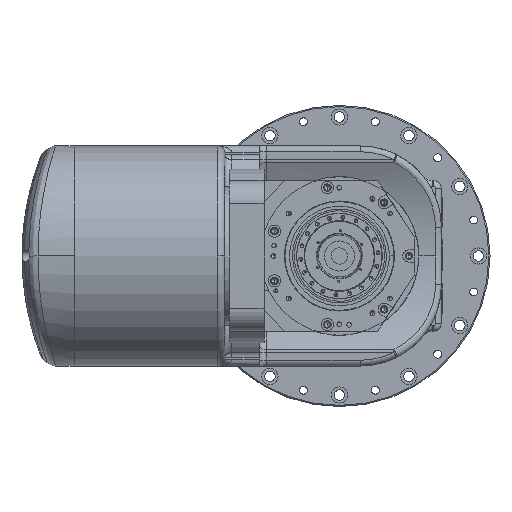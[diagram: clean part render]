
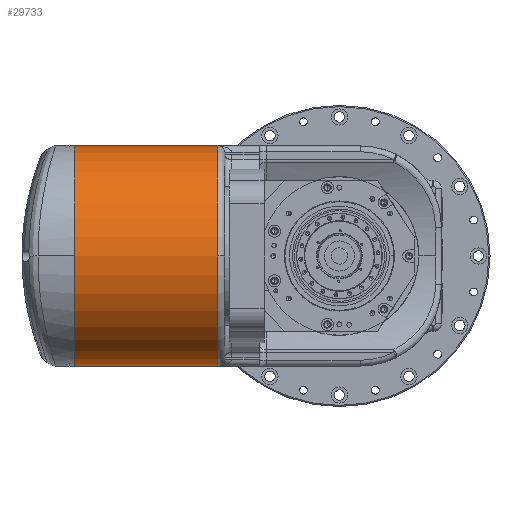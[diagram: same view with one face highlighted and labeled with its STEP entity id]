
A CAD part, front view. The second image highlights one B-rep face of the part: STEP entity #29733.
In plain terms, the highlighted cylindrical face has radius 95 mm (diameter 190 mm), a partial arc.
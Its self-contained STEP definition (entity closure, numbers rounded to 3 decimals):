
#1632 = ORIENTED_EDGE ( 'NONE', *, *, #77368, .F. ) ;
#1932 = CYLINDRICAL_SURFACE ( 'NONE', #88804, 95. ) ;
#5237 = AXIS2_PLACEMENT_3D ( 'NONE', #82647, #20962, #38584 ) ;
#5580 = DIRECTION ( 'NONE',  ( -1., 0., 0. ) ) ;
#15153 = DIRECTION ( 'NONE',  ( 0., 0., 1. ) ) ;
#17622 = ORIENTED_EDGE ( 'NONE', *, *, #94437, .F. ) ;
#19475 = EDGE_CURVE ( 'NONE', #43472, #39243, #37484, .T. ) ;
#20962 = DIRECTION ( 'NONE',  ( -1., 0., 0. ) ) ;
#29733 = ADVANCED_FACE ( 'NONE', ( #43107 ), #1932, .T. ) ;
#32406 = CARTESIAN_POINT ( 'NONE',  ( -151.745, -99.033, 95. ) ) ;
#33113 = VECTOR ( 'NONE', #56651, 1000. ) ;
#34625 = ORIENTED_EDGE ( 'NONE', *, *, #81008, .T. ) ;
#37406 = CARTESIAN_POINT ( 'NONE',  ( -27.745, -194.033, 95. ) ) ;
#37484 = CIRCLE ( 'NONE', #74582, 95. ) ;
#38584 = DIRECTION ( 'NONE',  ( 0., 0., 1. ) ) ;
#39243 = VERTEX_POINT ( 'NONE', #37406 ) ;
#39309 = CARTESIAN_POINT ( 'NONE',  ( 15.255, -99.033, 95. ) ) ;
#39805 = ORIENTED_EDGE ( 'NONE', *, *, #106487, .F. ) ;
#42372 = CARTESIAN_POINT ( 'NONE',  ( -27.745, -99.033, 95. ) ) ;
#42658 = CIRCLE ( 'NONE', #81812, 95. ) ;
#43107 = FACE_OUTER_BOUND ( 'NONE', #62703, .T. ) ;
#43472 = VERTEX_POINT ( 'NONE', #49721 ) ;
#49721 = CARTESIAN_POINT ( 'NONE',  ( -27.745, -99.033, 0. ) ) ;
#50547 = VECTOR ( 'NONE', #80235, 1000. ) ;
#52000 = LINE ( 'NONE', #97328, #50547 ) ;
#55392 = ORIENTED_EDGE ( 'NONE', *, *, #19475, .T. ) ;
#56651 = DIRECTION ( 'NONE',  ( -1., 0., 0. ) ) ;
#59232 = LINE ( 'NONE', #101297, #33113 ) ;
#59280 = VERTEX_POINT ( 'NONE', #98169 ) ;
#62703 = EDGE_LOOP ( 'NONE', ( #55392, #34625, #17622, #1632, #39805 ) ) ;
#66191 = DIRECTION ( 'NONE',  ( 0., 0., 1. ) ) ;
#74582 = AXIS2_PLACEMENT_3D ( 'NONE', #42372, #5580, #15153 ) ;
#76043 = CIRCLE ( 'NONE', #5237, 95. ) ;
#77368 = EDGE_CURVE ( 'NONE', #59280, #89264, #42658, .T. ) ;
#80235 = DIRECTION ( 'NONE',  ( 1., 0., 0. ) ) ;
#80302 = CARTESIAN_POINT ( 'NONE',  ( -27.745, -99.033, 190. ) ) ;
#80700 = CARTESIAN_POINT ( 'NONE',  ( -151.745, -99.033, 190. ) ) ;
#81008 = EDGE_CURVE ( 'NONE', #39243, #108480, #76043, .T. ) ;
#81812 = AXIS2_PLACEMENT_3D ( 'NONE', #32406, #109651, #83345 ) ;
#82647 = CARTESIAN_POINT ( 'NONE',  ( -27.745, -99.033, 95. ) ) ;
#83345 = DIRECTION ( 'NONE',  ( 0., 0., 1. ) ) ;
#88804 = AXIS2_PLACEMENT_3D ( 'NONE', #39309, #109671, #66191 ) ;
#89264 = VERTEX_POINT ( 'NONE', #80700 ) ;
#94437 = EDGE_CURVE ( 'NONE', #89264, #108480, #52000, .T. ) ;
#97328 = CARTESIAN_POINT ( 'NONE',  ( -21.745, -99.033, 190. ) ) ;
#98169 = CARTESIAN_POINT ( 'NONE',  ( -151.745, -99.033, 0. ) ) ;
#101297 = CARTESIAN_POINT ( 'NONE',  ( 15.255, -99.033, 0. ) ) ;
#106487 = EDGE_CURVE ( 'NONE', #43472, #59280, #59232, .T. ) ;
#108480 = VERTEX_POINT ( 'NONE', #80302 ) ;
#109651 = DIRECTION ( 'NONE',  ( -1., 0., 0. ) ) ;
#109671 = DIRECTION ( 'NONE',  ( -1., 0., 0. ) ) ;
